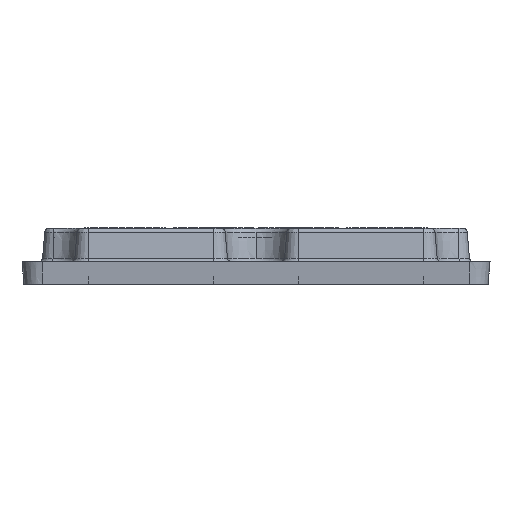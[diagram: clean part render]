
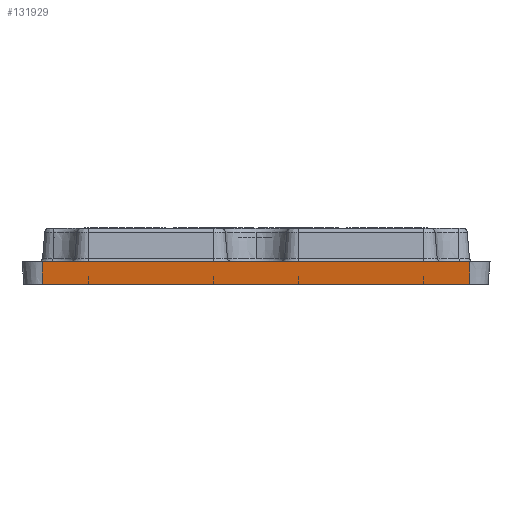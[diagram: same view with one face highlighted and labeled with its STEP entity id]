
A CAD part, left-side view. The second image highlights one B-rep face of the part: STEP entity #131929.
In plain terms, the highlighted planar face has unit normal (-0.996, 0, -0.087).
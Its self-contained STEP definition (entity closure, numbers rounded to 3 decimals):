
#2148 = EDGE_CURVE ( 'NONE', #19150, #5514, #51582, .T. ) ;
#2457 = CARTESIAN_POINT ( 'NONE',  ( -259.519, 53.002, 0. ) ) ;
#2548 = EDGE_CURVE ( 'NONE', #113866, #65368, #99082, .T. ) ;
#4142 = B_SPLINE_CURVE_WITH_KNOTS ( 'NONE', 3,
 ( #38167, #85571, #132996, #26486 ),
 .UNSPECIFIED., .F., .F.,
 ( 4, 4 ),
 ( 0., 1. ),
 .UNSPECIFIED. ) ;
#5514 = VERTEX_POINT ( 'NONE', #100366 ) ;
#19150 = VERTEX_POINT ( 'NONE', #44753 ) ;
#21533 = CARTESIAN_POINT ( 'NONE',  ( -260., 17.667, 5.5 ) ) ;
#21556 = ORIENTED_EDGE ( 'NONE', *, *, #43301, .T. ) ;
#24724 = DIRECTION ( 'NONE',  ( -0.996, 0., -0.087 ) ) ;
#26486 = CARTESIAN_POINT ( 'NONE',  ( -259.519, 53.002, 0. ) ) ;
#31948 = AXIS2_PLACEMENT_3D ( 'NONE', #131231, #24724, #72130 ) ;
#36390 = FACE_OUTER_BOUND ( 'NONE', #121663, .T. ) ;
#38167 = CARTESIAN_POINT ( 'NONE',  ( -260., 53., 5.5 ) ) ;
#43301 = EDGE_CURVE ( 'NONE', #113866, #19150, #4142, .T. ) ;
#44395 = CARTESIAN_POINT ( 'NONE',  ( -259.84, -53., 3.667 ) ) ;
#44753 = CARTESIAN_POINT ( 'NONE',  ( -259.519, 53.002, 0. ) ) ;
#45052 = EDGE_CURVE ( 'NONE', #65368, #5514, #128004, .T. ) ;
#49776 = ORIENTED_EDGE ( 'NONE', *, *, #2548, .F. ) ;
#49855 = CARTESIAN_POINT ( 'NONE',  ( -259.519, 17.668, 0. ) ) ;
#51582 = B_SPLINE_CURVE_WITH_KNOTS ( 'NONE', 3,
 ( #2457, #49855, #97286, #144659 ),
 .UNSPECIFIED., .F., .F.,
 ( 4, 4 ),
 ( 0., 1. ),
 .UNSPECIFIED. ) ;
#65368 = VERTEX_POINT ( 'NONE', #143742 ) ;
#66262 = ORIENTED_EDGE ( 'NONE', *, *, #45052, .F. ) ;
#68925 = CARTESIAN_POINT ( 'NONE',  ( -260., -17.667, 5.5 ) ) ;
#72130 = DIRECTION ( 'NONE',  ( -0.087, 0., 0.996 ) ) ;
#83808 = PLANE ( 'NONE',  #31948 ) ;
#85571 = CARTESIAN_POINT ( 'NONE',  ( -259.84, 53.001, 3.667 ) ) ;
#91826 = CARTESIAN_POINT ( 'NONE',  ( -259.679, -53., 1.833 ) ) ;
#97286 = CARTESIAN_POINT ( 'NONE',  ( -259.519, -17.666, 0. ) ) ;
#99082 = B_SPLINE_CURVE_WITH_KNOTS ( 'NONE', 3,
 ( #128043, #21533, #68925, #116392 ),
 .UNSPECIFIED., .F., .F.,
 ( 4, 4 ),
 ( 0., 1. ),
 .UNSPECIFIED. ) ;
#100366 = CARTESIAN_POINT ( 'NONE',  ( -259.519, -53., 0. ) ) ;
#113866 = VERTEX_POINT ( 'NONE', #114675 ) ;
#114675 = CARTESIAN_POINT ( 'NONE',  ( -260., 53., 5.5 ) ) ;
#116392 = CARTESIAN_POINT ( 'NONE',  ( -260., -53., 5.5 ) ) ;
#121663 = EDGE_LOOP ( 'NONE', ( #66262, #49776, #21556, #122554 ) ) ;
#122554 = ORIENTED_EDGE ( 'NONE', *, *, #2148, .T. ) ;
#128004 = B_SPLINE_CURVE_WITH_KNOTS ( 'NONE', 3,
 ( #150854, #44395, #91826, #139251 ),
 .UNSPECIFIED., .F., .F.,
 ( 4, 4 ),
 ( 0., 1. ),
 .UNSPECIFIED. ) ;
#128043 = CARTESIAN_POINT ( 'NONE',  ( -260., 53., 5.5 ) ) ;
#131231 = CARTESIAN_POINT ( 'NONE',  ( -260., 56., 5.5 ) ) ;
#131929 = ADVANCED_FACE ( 'NONE', ( #36390 ), #83808, .T. ) ;
#132996 = CARTESIAN_POINT ( 'NONE',  ( -259.679, 53.001, 1.833 ) ) ;
#139251 = CARTESIAN_POINT ( 'NONE',  ( -259.519, -53., 0. ) ) ;
#143742 = CARTESIAN_POINT ( 'NONE',  ( -260., -53., 5.5 ) ) ;
#144659 = CARTESIAN_POINT ( 'NONE',  ( -259.519, -53., 0. ) ) ;
#150854 = CARTESIAN_POINT ( 'NONE',  ( -260., -53., 5.5 ) ) ;
